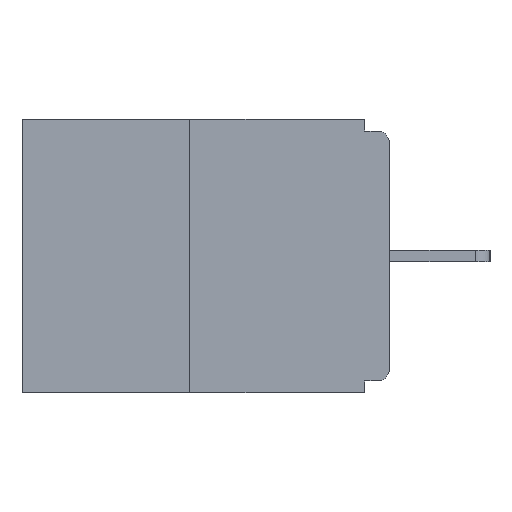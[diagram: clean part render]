
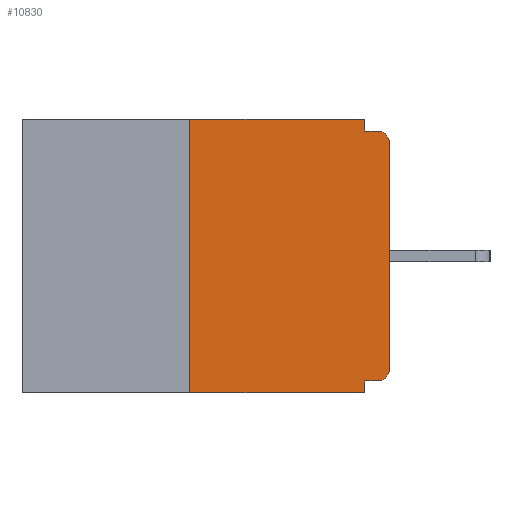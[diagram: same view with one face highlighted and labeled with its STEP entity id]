
A CAD part, left-side view. The second image highlights one B-rep face of the part: STEP entity #10830.
In plain terms, the highlighted planar face has unit normal (-1, 0, 0).
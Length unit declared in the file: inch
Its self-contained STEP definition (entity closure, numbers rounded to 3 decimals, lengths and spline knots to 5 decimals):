
#78 = PLANE ( 'NONE',  #5880 ) ;
#105 = LINE ( 'NONE', #9399, #864 ) ;
#144 = CARTESIAN_POINT ( 'NONE',  ( 0., 0.25, 0. ) ) ;
#294 = DIRECTION ( 'NONE',  ( 0., 1., 0. ) ) ;
#467 = VERTEX_POINT ( 'NONE', #2149 ) ;
#535 = EDGE_CURVE ( 'NONE', #6871, #467, #5657, .T. ) ;
#592 = CARTESIAN_POINT ( 'NONE',  ( 0., 0., 0. ) ) ;
#670 = CARTESIAN_POINT ( 'NONE',  ( 0., 0.031, -0.328 ) ) ;
#772 = AXIS2_PLACEMENT_3D ( 'NONE', #11588, #9222, #13868 ) ;
#864 = VECTOR ( 'NONE', #13896, 39.37008 ) ;
#975 = VECTOR ( 'NONE', #3724, 39.37008 ) ;
#1609 = VERTEX_POINT ( 'NONE', #670 ) ;
#1956 = EDGE_CURVE ( 'NONE', #5287, #10127, #9369, .T. ) ;
#2149 = CARTESIAN_POINT ( 'NONE',  ( 0., 0.031, -0.343 ) ) ;
#2161 = DIRECTION ( 'NONE',  ( 1., 0., 0. ) ) ;
#2327 = VERTEX_POINT ( 'NONE', #5868 ) ;
#2504 = ORIENTED_EDGE ( 'NONE', *, *, #7097, .T. ) ;
#2611 = VERTEX_POINT ( 'NONE', #5554 ) ;
#2683 = VECTOR ( 'NONE', #11222, 39.37008 ) ;
#2756 = VECTOR ( 'NONE', #294, 39.37008 ) ;
#3197 = CARTESIAN_POINT ( 'NONE',  ( 0., 0.46, -0.343 ) ) ;
#3485 = CARTESIAN_POINT ( 'NONE',  ( 0., 0.031, -0.343 ) ) ;
#3724 = DIRECTION ( 'NONE',  ( 0., 0., -1. ) ) ;
#3863 = ORIENTED_EDGE ( 'NONE', *, *, #535, .T. ) ;
#3962 = AXIS2_PLACEMENT_3D ( 'NONE', #8681, #13189, #7569 ) ;
#4304 = EDGE_CURVE ( 'NONE', #1609, #467, #10465, .T. ) ;
#4366 = LINE ( 'NONE', #14342, #11627 ) ;
#4474 = DIRECTION ( 'NONE',  ( 0., 0., -1. ) ) ;
#4673 = EDGE_CURVE ( 'NONE', #5991, #5287, #4366, .T. ) ;
#4678 = DIRECTION ( 'NONE',  ( 0., 0., -1. ) ) ;
#5182 = VERTEX_POINT ( 'NONE', #7080 ) ;
#5287 = VERTEX_POINT ( 'NONE', #7442 ) ;
#5335 = VECTOR ( 'NONE', #13494, 39.37008 ) ;
#5523 = CARTESIAN_POINT ( 'NONE',  ( 0., 0.46, 0. ) ) ;
#5554 = CARTESIAN_POINT ( 'NONE',  ( 0., 0., -0.03 ) ) ;
#5657 = LINE ( 'NONE', #3197, #5335 ) ;
#5868 = CARTESIAN_POINT ( 'NONE',  ( 0., 0., -0.313 ) ) ;
#5880 = AXIS2_PLACEMENT_3D ( 'NONE', #5523, #2161, #4474 ) ;
#5991 = VERTEX_POINT ( 'NONE', #7558 ) ;
#6719 = LINE ( 'NONE', #144, #2683 ) ;
#6871 = VERTEX_POINT ( 'NONE', #6943 ) ;
#6921 = EDGE_CURVE ( 'NONE', #6871, #5991, #6719, .T. ) ;
#6943 = CARTESIAN_POINT ( 'NONE',  ( 0., 0.25, -0.343 ) ) ;
#6958 = EDGE_CURVE ( 'NONE', #2611, #5182, #7205, .T. ) ;
#7020 = ORIENTED_EDGE ( 'NONE', *, *, #4304, .F. ) ;
#7080 = CARTESIAN_POINT ( 'NONE',  ( 0., 0.015, -0.015 ) ) ;
#7097 = EDGE_CURVE ( 'NONE', #2327, #2611, #9656, .T. ) ;
#7205 = CIRCLE ( 'NONE', #772, 0.015 ) ;
#7442 = CARTESIAN_POINT ( 'NONE',  ( 0., 0.031, 0. ) ) ;
#7558 = CARTESIAN_POINT ( 'NONE',  ( 0., 0.25, 0. ) ) ;
#7569 = DIRECTION ( 'NONE',  ( 0., 0., -1. ) ) ;
#7857 = DIRECTION ( 'NONE',  ( 0., -1., 0. ) ) ;
#8148 = ORIENTED_EDGE ( 'NONE', *, *, #10084, .T. ) ;
#8398 = CARTESIAN_POINT ( 'NONE',  ( 0., 0., -0.328 ) ) ;
#8681 = CARTESIAN_POINT ( 'NONE',  ( 0., 0.015, -0.313 ) ) ;
#8717 = VERTEX_POINT ( 'NONE', #10542 ) ;
#8847 = VECTOR ( 'NONE', #11959, 39.37008 ) ;
#9222 = DIRECTION ( 'NONE',  ( -1., 0., 0. ) ) ;
#9369 = LINE ( 'NONE', #13863, #975 ) ;
#9399 = CARTESIAN_POINT ( 'NONE',  ( 0., 0., -0.015 ) ) ;
#9568 = ORIENTED_EDGE ( 'NONE', *, *, #1956, .F. ) ;
#9656 = LINE ( 'NONE', #592, #8847 ) ;
#9826 = EDGE_CURVE ( 'NONE', #8717, #1609, #11659, .T. ) ;
#10084 = EDGE_CURVE ( 'NONE', #8717, #2327, #13644, .T. ) ;
#10117 = FACE_OUTER_BOUND ( 'NONE', #12770, .T. ) ;
#10127 = VERTEX_POINT ( 'NONE', #14583 ) ;
#10357 = ORIENTED_EDGE ( 'NONE', *, *, #6921, .F. ) ;
#10360 = ORIENTED_EDGE ( 'NONE', *, *, #4673, .F. ) ;
#10465 = LINE ( 'NONE', #3485, #12328 ) ;
#10542 = CARTESIAN_POINT ( 'NONE',  ( 0., 0.015, -0.328 ) ) ;
#10679 = EDGE_CURVE ( 'NONE', #10127, #5182, #105, .T. ) ;
#10830 = ADVANCED_FACE ( 'NONE', ( #10117 ), #78, .F. ) ;
#11222 = DIRECTION ( 'NONE',  ( 0., 0., 1. ) ) ;
#11588 = CARTESIAN_POINT ( 'NONE',  ( 0., 0.015, -0.03 ) ) ;
#11627 = VECTOR ( 'NONE', #7857, 39.37008 ) ;
#11659 = LINE ( 'NONE', #8398, #2756 ) ;
#11959 = DIRECTION ( 'NONE',  ( 0., 0., 1. ) ) ;
#12122 = ORIENTED_EDGE ( 'NONE', *, *, #10679, .F. ) ;
#12328 = VECTOR ( 'NONE', #4678, 39.37008 ) ;
#12770 = EDGE_LOOP ( 'NONE', ( #10360, #10357, #3863, #7020, #13348, #8148, #2504, #14138, #12122, #9568 ) ) ;
#13189 = DIRECTION ( 'NONE',  ( -1., 0., 0. ) ) ;
#13348 = ORIENTED_EDGE ( 'NONE', *, *, #9826, .F. ) ;
#13494 = DIRECTION ( 'NONE',  ( 0., -1., 0. ) ) ;
#13644 = CIRCLE ( 'NONE', #3962, 0.015 ) ;
#13863 = CARTESIAN_POINT ( 'NONE',  ( 0., 0.031, 0. ) ) ;
#13868 = DIRECTION ( 'NONE',  ( 0., 0., -1. ) ) ;
#13896 = DIRECTION ( 'NONE',  ( 0., -1., 0. ) ) ;
#14138 = ORIENTED_EDGE ( 'NONE', *, *, #6958, .T. ) ;
#14342 = CARTESIAN_POINT ( 'NONE',  ( 0., 0.46, 0. ) ) ;
#14583 = CARTESIAN_POINT ( 'NONE',  ( 0., 0.031, -0.015 ) ) ;
